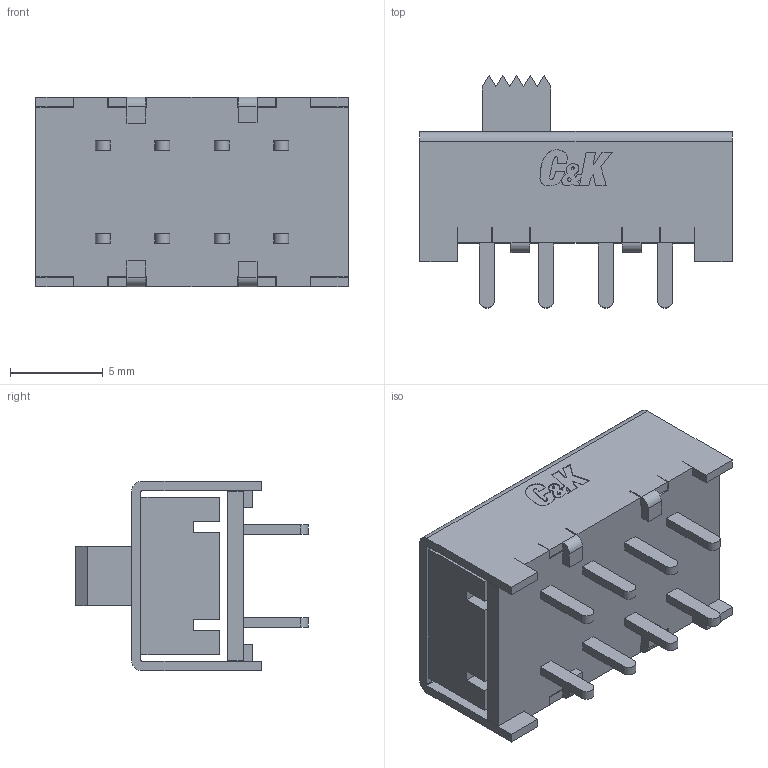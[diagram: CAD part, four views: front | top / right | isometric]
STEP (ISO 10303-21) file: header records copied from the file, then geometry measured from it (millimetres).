
FILE_DESCRIPTION( ( 'STEP AP214' ), ' ' );
FILE_NAME( 'psolqas14013705415.stp', '2017-09-21T12:01:37', ( '' ), ( '' ), ' ', 'PARTsolutions', ' ' );
FILE_SCHEMA( ( 'AUTOMOTIVE_DESIGN { 1 0 10303 214 1 1 1 1 }' ) );
Length unit declared in the file: metre
Products named in the file (1): 1
Bounding box: 16.8 x 12.5 x 10.2 mm (x, y, z)
Volume: 683.2 mm3; surface area: 1422.9 mm2
Topology: 1 solids, 1 shells, 214 faces, 622 edges, 404 vertices
Faces by surface type: plane 174, extrusion 23, cylinder 17
Entity records: 7149 total; most frequent: CARTESIAN_POINT 1523, ORIENTED_EDGE 1244, DIRECTION 1017, EDGE_CURVE 622, VECTOR 565, LINE 542, VERTEX_POINT 404, EDGE_LOOP 228
